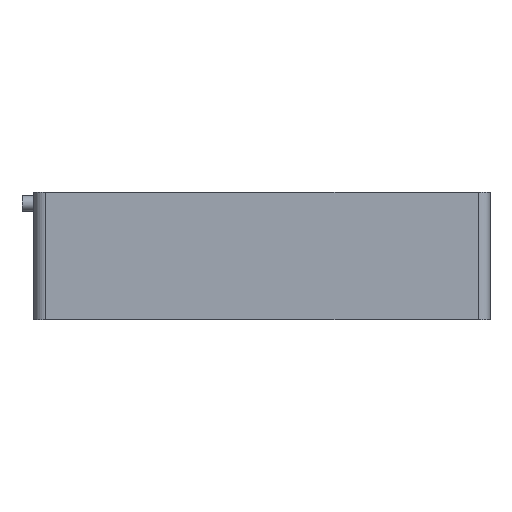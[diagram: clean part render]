
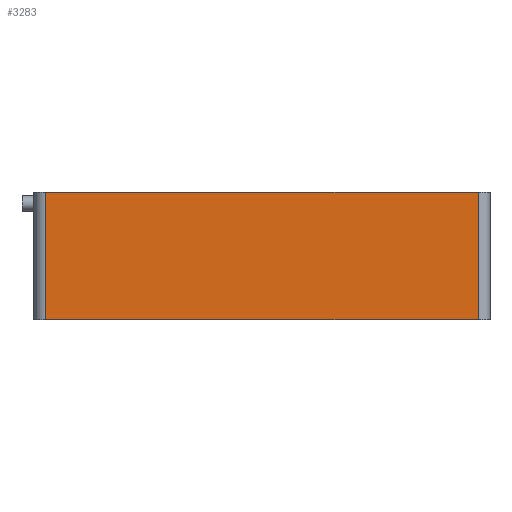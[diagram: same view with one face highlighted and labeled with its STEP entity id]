
A CAD part, left-side view. The second image highlights one B-rep face of the part: STEP entity #3283.
In plain terms, the highlighted planar face has unit normal (-1, 0, 0).
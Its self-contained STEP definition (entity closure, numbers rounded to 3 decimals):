
#177 = LINE ( 'NONE', #2781, #2479 ) ;
#231 = AXIS2_PLACEMENT_3D ( 'NONE', #2399, #522, #2703 ) ;
#232 = CARTESIAN_POINT ( 'NONE',  ( -45., 27.35, -8.05 ) ) ;
#342 = FACE_OUTER_BOUND ( 'NONE', #1808, .T. ) ;
#420 = EDGE_CURVE ( 'NONE', #2139, #3419, #2490, .T. ) ;
#462 = CARTESIAN_POINT ( 'NONE',  ( -45., 27.35, 8.05 ) ) ;
#522 = DIRECTION ( 'NONE',  ( 1., 0., 0. ) ) ;
#525 = DIRECTION ( 'NONE',  ( 0., 1., 0. ) ) ;
#576 = ORIENTED_EDGE ( 'NONE', *, *, #2338, .T. ) ;
#855 = CARTESIAN_POINT ( 'NONE',  ( -45., -27.35, -8.05 ) ) ;
#1117 = PLANE ( 'NONE',  #231 ) ;
#1229 = VECTOR ( 'NONE', #525, 1000. ) ;
#1321 = CARTESIAN_POINT ( 'NONE',  ( -45., 27.35, 0. ) ) ;
#1339 = LINE ( 'NONE', #3842, #1229 ) ;
#1411 = VECTOR ( 'NONE', #1641, 1000. ) ;
#1595 = ORIENTED_EDGE ( 'NONE', *, *, #420, .T. ) ;
#1641 = DIRECTION ( 'NONE',  ( 0., 0., -1. ) ) ;
#1676 = VERTEX_POINT ( 'NONE', #462 ) ;
#1783 = ORIENTED_EDGE ( 'NONE', *, *, #1885, .T. ) ;
#1808 = EDGE_LOOP ( 'NONE', ( #2871, #1783, #1595, #576 ) ) ;
#1851 = VERTEX_POINT ( 'NONE', #1929 ) ;
#1885 = EDGE_CURVE ( 'NONE', #1676, #2139, #3948, .T. ) ;
#1929 = CARTESIAN_POINT ( 'NONE',  ( -45., -27.35, 8.05 ) ) ;
#2139 = VERTEX_POINT ( 'NONE', #232 ) ;
#2338 = EDGE_CURVE ( 'NONE', #3419, #1851, #177, .T. ) ;
#2397 = VECTOR ( 'NONE', #3754, 1000. ) ;
#2399 = CARTESIAN_POINT ( 'NONE',  ( -45., 0., 0. ) ) ;
#2479 = VECTOR ( 'NONE', #3092, 1000. ) ;
#2490 = LINE ( 'NONE', #4077, #2397 ) ;
#2703 = DIRECTION ( 'NONE',  ( 0., 0., -1. ) ) ;
#2781 = CARTESIAN_POINT ( 'NONE',  ( -45., -27.35, 8.05 ) ) ;
#2871 = ORIENTED_EDGE ( 'NONE', *, *, #3829, .T. ) ;
#3092 = DIRECTION ( 'NONE',  ( 0., 0., 1. ) ) ;
#3283 = ADVANCED_FACE ( 'NONE', ( #342 ), #1117, .F. ) ;
#3419 = VERTEX_POINT ( 'NONE', #855 ) ;
#3754 = DIRECTION ( 'NONE',  ( 0., -1., 0. ) ) ;
#3829 = EDGE_CURVE ( 'NONE', #1851, #1676, #1339, .T. ) ;
#3842 = CARTESIAN_POINT ( 'NONE',  ( -45., 27.5, 8.05 ) ) ;
#3948 = LINE ( 'NONE', #1321, #1411 ) ;
#4077 = CARTESIAN_POINT ( 'NONE',  ( -45., -28.85, -8.05 ) ) ;
